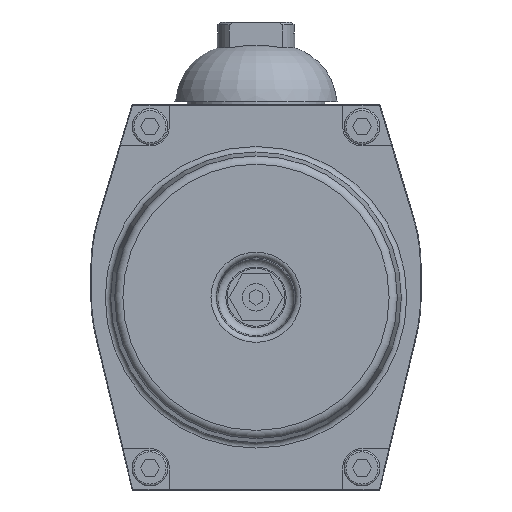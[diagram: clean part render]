
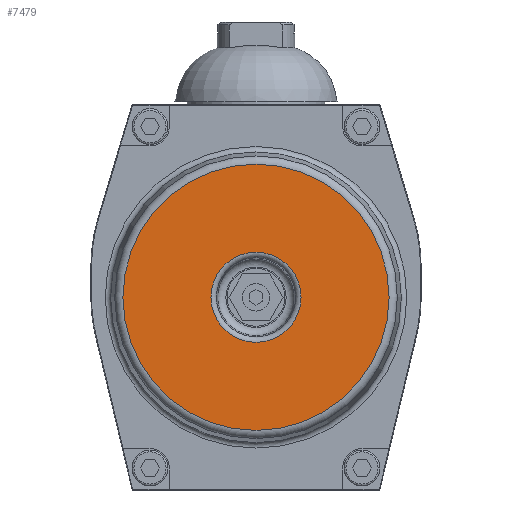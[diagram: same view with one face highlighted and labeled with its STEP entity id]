
A CAD part, left-side view. The second image highlights one B-rep face of the part: STEP entity #7479.
In plain terms, the highlighted planar face has unit normal (-1, 0, 0).
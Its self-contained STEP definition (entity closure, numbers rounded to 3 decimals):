
#1259=PLANE('',#7928);
#2293=ORIENTED_EDGE('',*,*,#3187,.F.);
#2294=ORIENTED_EDGE('',*,*,#3245,.F.);
#3187=EDGE_CURVE('',#3770,#3770,#4091,.T.);
#3245=EDGE_CURVE('',#3824,#3824,#4097,.F.);
#3770=VERTEX_POINT('',#10579);
#3824=VERTEX_POINT('',#10720);
#4091=CIRCLE('',#7894,48.352);
#4097=CIRCLE('',#7929,16.368);
#4413=EDGE_LOOP('',(#2293));
#4414=EDGE_LOOP('',(#2294));
#4870=FACE_BOUND('',#4413,.T.);
#4871=FACE_BOUND('',#4414,.T.);
#7479=ADVANCED_FACE('',(#4870,#4871),#1259,.F.);
#7894=AXIS2_PLACEMENT_3D('',#10578,#8903,#8904);
#7928=AXIS2_PLACEMENT_3D('',#10718,#9023,#9024);
#7929=AXIS2_PLACEMENT_3D('',#10719,#9025,#9026);
#8903=DIRECTION('',(1.,0.,0.));
#8904=DIRECTION('',(0.,0.,-1.));
#9023=DIRECTION('',(1.,0.,0.));
#9024=DIRECTION('',(0.,1.,0.));
#9025=DIRECTION('',(1.,0.,0.));
#9026=DIRECTION('',(0.,0.,-1.));
#10578=CARTESIAN_POINT('',(-145.5,0.,0.));
#10579=CARTESIAN_POINT('',(-145.5,0.,-48.352));
#10718=CARTESIAN_POINT('',(-145.5,32.75,0.));
#10719=CARTESIAN_POINT('',(-145.5,0.,0.));
#10720=CARTESIAN_POINT('',(-145.5,0.,-16.368));
